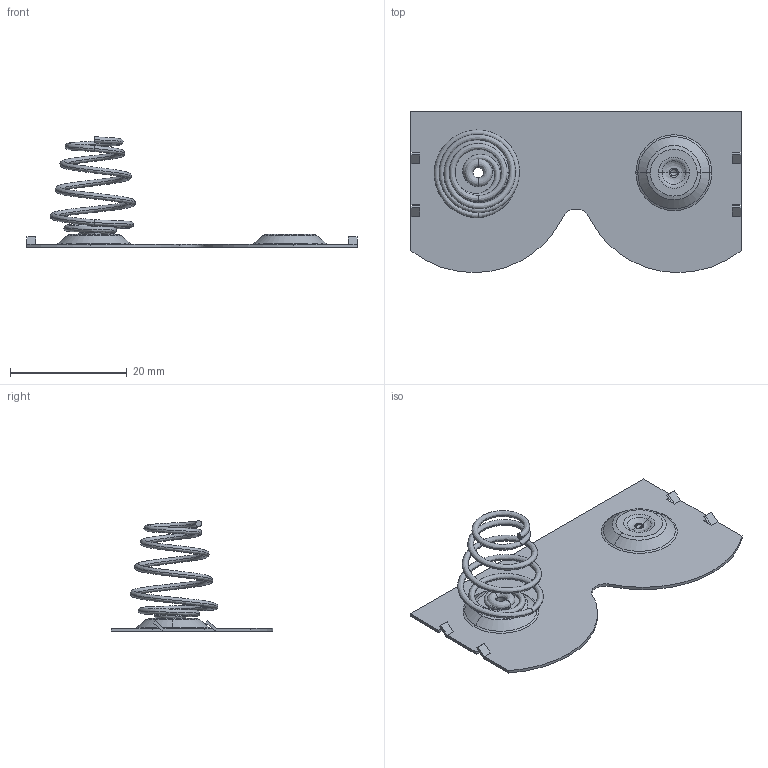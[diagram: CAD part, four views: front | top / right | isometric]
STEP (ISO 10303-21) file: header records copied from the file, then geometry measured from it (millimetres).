
FILE_DESCRIPTION (( 'STEP AP214' ), '1' );
FILE_NAME ('5252.STEP', '2024-10-05T09:08:46', ( '' ), ( '' ), 'SwSTEP 2.0', 'SolidWorks 2023', '' );
FILE_SCHEMA (( 'AUTOMOTIVE_DESIGN' ));
Length unit declared in the file: millimetre
Products named in the file (1): 5252
Bounding box: 56.5 x 27.6 x 18.93 mm (x, y, z)
Surface area: 3687.3 mm2 (no closed solid volume)
Topology: 0 solids, 3 shells, 105 faces, 254 edges, 154 vertices
Faces by surface type: bspline 40, plane 38, cylinder 17, cone 10
Entity records: 7255 total; most frequent: CARTESIAN_POINT 3772, ORIENTED_EDGE 480, DIRECTION 468, EDGE_CURVE 250, AXIS2_PLACEMENT_3D 178, VERTEX_POINT 154, EDGE_LOOP 116, VECTOR 112
